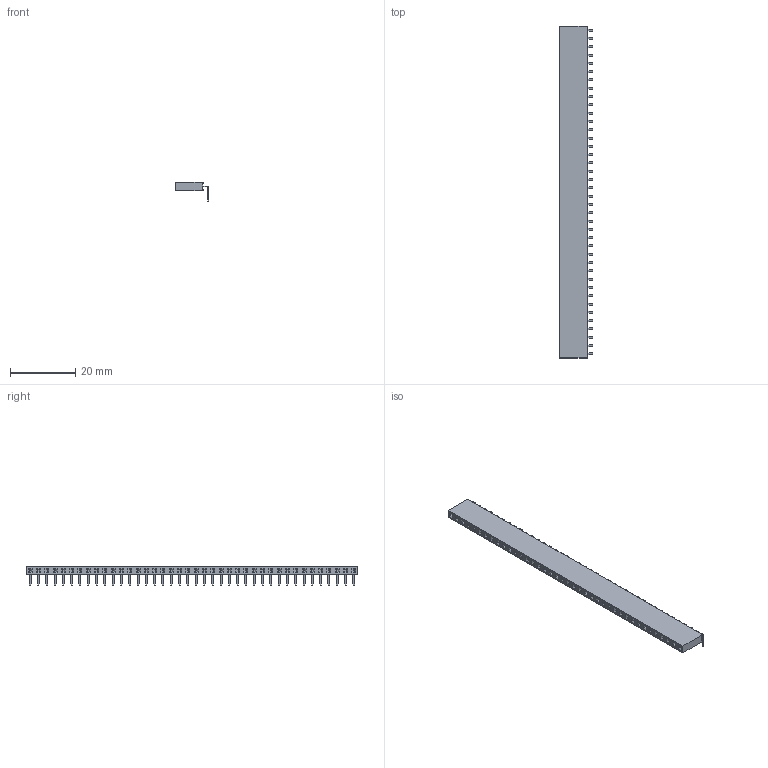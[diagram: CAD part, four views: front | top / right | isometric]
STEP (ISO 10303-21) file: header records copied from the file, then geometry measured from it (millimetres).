
FILE_DESCRIPTION(/* description */ ('model of PinSocket_1x40_P2.54mm_Horizontal'),/* implementation_level */ '2;1');
FILE_NAME(/* name */ 'PinSocket_1x40_P2.54mm_Horizontal.step',/* time_stamp */ '1970-01-01T00:00:00',/* author */ ('KiCAD','kicad'),/* organization */ ('OCCT'),/* preprocessor_version */ '',/* originating_system */ 'KiCAD',/* authorisation */ '');
FILE_SCHEMA(('AUTOMOTIVE_DESIGN { 1 0 10303 214 1 1 1 1 }'));
Length unit declared in the file: millimetre
Products named in the file (1): PinSocket_1x40_P2.54mm_Horizontal
Bounding box: 10.13 x 101.6 x 5.84 mm (x, y, z)
Volume: 2082 mm3; surface area: 3495.8 mm2
Topology: 1 solids, 1 shells, 1210 faces, 3224 edges, 2096 vertices
Faces by surface type: plane 1130, cylinder 80
Entity records: 23852 total; most frequent: ORIENTED_EDGE 4836, EDGE_CURVE 3224, CARTESIAN_POINT 3020, LINE 2902, VERTEX_POINT 2096, FACE_BOUND 1290, EDGE_LOOP 1290, ADVANCED_FACE 1210
